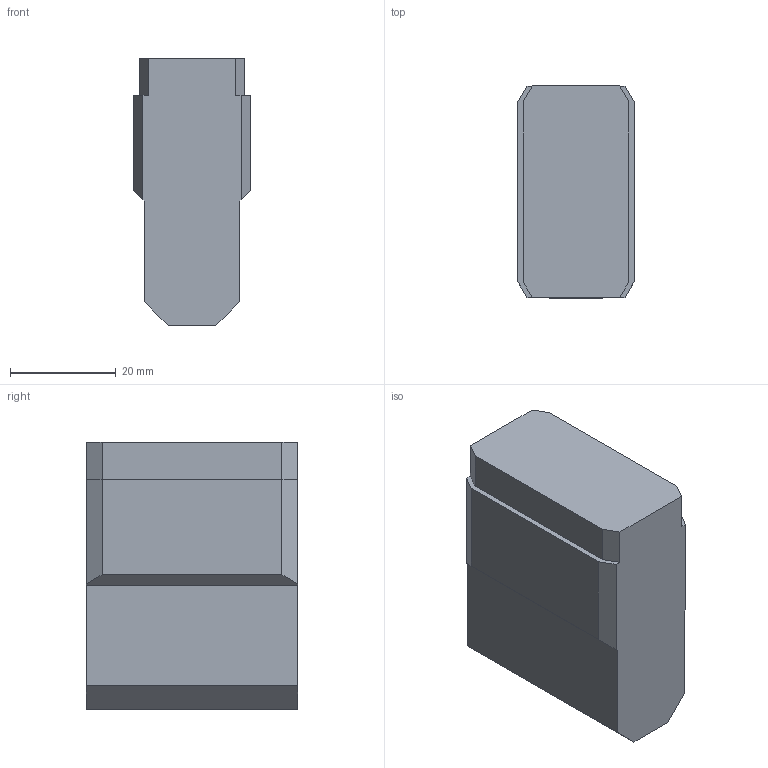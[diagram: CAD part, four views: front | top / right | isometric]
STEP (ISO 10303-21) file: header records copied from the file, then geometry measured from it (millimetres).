
FILE_DESCRIPTION(('STEP AP214'),'1');
FILE_NAME(' ',' ',('TraceParts'),('TraceParts S.A.'),'XStep 1.0',' ',' ');
FILE_SCHEMA(('automotive_design'));
Length unit declared in the file: millimetre
Products named in the file (1): 1
Bounding box: 22 x 40 x 50.5 mm (x, y, z)
Volume: 38884.2 mm3; surface area: 7307 mm2
Topology: 1 solids, 1 shells, 24 faces, 66 edges, 44 vertices
Faces by surface type: plane 24
Entity records: 1516 total; most frequent: STYLED_ITEM 135, PRESENTATION_STYLE_ASSIGNMENT 135, CARTESIAN_POINT 135, COLOUR_RGB 135, ORIENTED_EDGE 132, DIRECTION 116, EDGE_CURVE 66, CURVE_STYLE 66
